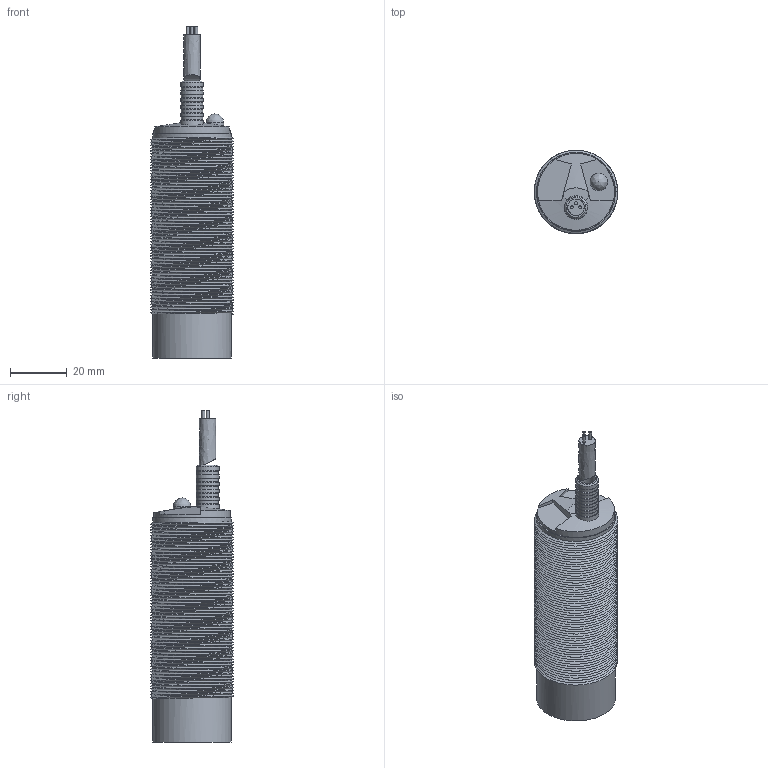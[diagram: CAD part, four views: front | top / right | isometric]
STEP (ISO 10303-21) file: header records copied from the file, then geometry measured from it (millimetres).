
FILE_DESCRIPTION( ('This file contains a STEP AP42 implementation' ,'as created by ZW3D STEP Interface translator.') ,'2;1' );
FILE_NAME( 'ECS2-3025X-X3LX.stp' ,'20 522.155244', (''), ('ZWCAD Software Co.'), 'Version 1.0', 'ZW3D to STEP translator', '' );
FILE_SCHEMA(('AUTOMOTIVE_DESIGN'));
Length unit declared in the file: millimetre
Products named in the file (3): 0; ECS2-3025X-X3LX; 堤盄杶M30
Assembly tree (1 placements, depth 2):
  0
  ECS2-3025X-X3LX
    堤盄杶M30
Bounding box: 29.36 x 29.36 x 117 mm (x, y, z)
Volume: 52993.1 mm3; surface area: 15236.6 mm2
Topology: 4 solids, 7 shells, 123 faces, 310 edges, 200 vertices
Faces by surface type: bspline 123
Entity records: 7409 total; most frequent: CARTESIAN_POINT 5556, ORIENTED_EDGE 613, EDGE_CURVE 308, VERTEX_POINT 198, EDGE_LOOP 127, B_SPLINE_CURVE_WITH_KNOTS 123, FACE_OUTER_BOUND 123, ADVANCED_FACE 123
